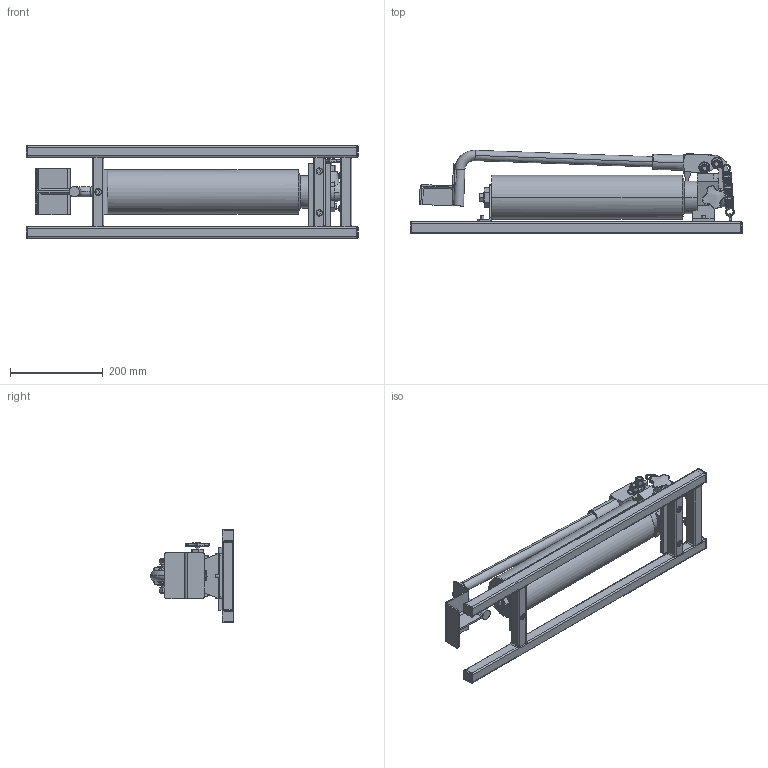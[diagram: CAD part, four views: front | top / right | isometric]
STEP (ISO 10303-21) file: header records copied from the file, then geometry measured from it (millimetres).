
FILE_DESCRIPTION (( 'STEP AP214' ), '1' );
FILE_NAME ('HP227FPnew.STEP', '2017-03-10T08:53:34', ( '' ), ( '' ), 'SwSTEP 2.0', 'SolidWorks 2017', '' );
FILE_SCHEMA (( 'AUTOMOTIVE_DESIGN' ));
Length unit declared in the file: millimetre
Products named in the file (12): NUC010LC000; FAS010MW075; SPC019HE001_Parallel Loop Spring; HEX HEAD BOLT_BLC010LB025; HP227 TANK; SOCKET CAP HEAD SCREWS_BLC008KD016; HLC022BB001_Default<As Machined>; BPC025KP001; SFC025SH001_Default<As Machined>; HP227-24; HP227 PUMP HD; HP227FPnew
Assembly tree (21 placements, depth 2):
  HP227FPnew
    HP227 PUMP HD
    HP227-24
    SFC025SH001_Default<As Machined>
    BPC025KP001  x4
    HLC022BB001_Default<As Machined>
    SOCKET CAP HEAD SCREWS_BLC008KD016  x3
    HP227 TANK
    HEX HEAD BOLT_BLC010LB025
    SPC019HE001_Parallel Loop Spring  x2
    FAS010MW075  x2
    NUC010LC000  x4
Bounding box: 716 x 179.49 x 200 mm (x, y, z)
Volume: 1781019.8 mm3; surface area: 829380 mm2
Topology: 51 solids, 51 shells, 1215 faces, 2946 edges, 1849 vertices
Faces by surface type: plane 580, cylinder 365, cone 103, bspline 72, torus 71, sphere 24
Entity records: 30584 total; most frequent: CARTESIAN_POINT 10197, ORIENTED_EDGE 3840, DIRECTION 3836, EDGE_CURVE 1920, AXIS2_PLACEMENT_3D 1428, VERTEX_POINT 1211, LINE 980, VECTOR 980
